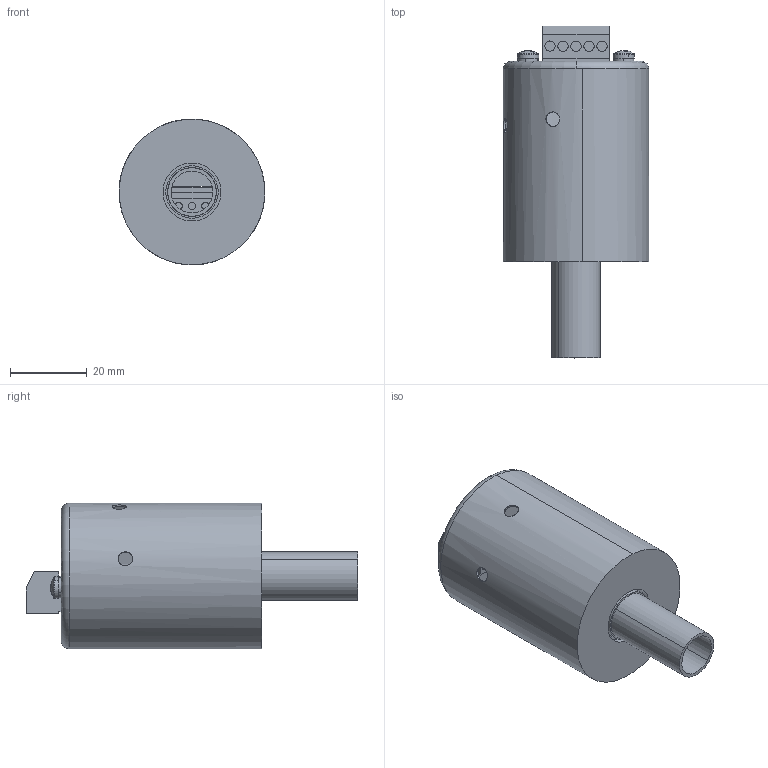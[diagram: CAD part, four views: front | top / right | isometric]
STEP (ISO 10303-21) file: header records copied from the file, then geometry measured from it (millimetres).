
FILE_DESCRIPTION (( 'STEP AP203' ), '1' );
FILE_NAME ('SO730G-4T-T1.STEP', '2022-06-23T14:34:50', ( '' ), ( '' ), 'SwSTEP 2.0', 'SolidWorks 2018', '' );
FILE_SCHEMA (( 'CONFIG_CONTROL_DESIGN' ));
Length unit declared in the file: inch
Products named in the file (1): SO730G-4T-T1
Bounding box: 38.07 x 86.72 x 38.1 mm (x, y, z)
Volume: 8771.5 mm3; surface area: 20813 mm2
Topology: 2 solids, 2 shells, 215 faces, 481 edges, 298 vertices
Faces by surface type: plane 127, cylinder 72, torus 8, sphere 4, cone 4
Entity records: 6250 total; most frequent: CARTESIAN_POINT 1211, DIRECTION 1103, ORIENTED_EDGE 962, EDGE_CURVE 481, AXIS2_PLACEMENT_3D 414, VERTEX_POINT 298, LINE 275, VECTOR 275
